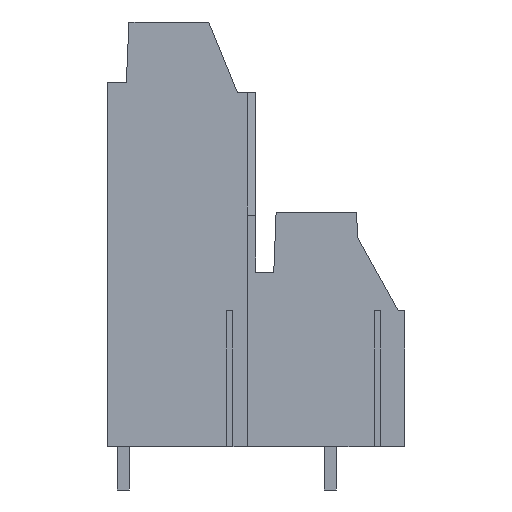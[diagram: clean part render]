
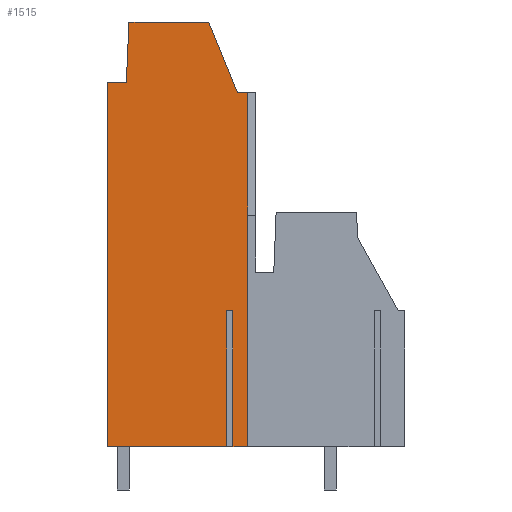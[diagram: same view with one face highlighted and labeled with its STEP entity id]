
A CAD part, left-side view. The second image highlights one B-rep face of the part: STEP entity #1515.
In plain terms, the highlighted planar face has unit normal (-1, 0, 0).
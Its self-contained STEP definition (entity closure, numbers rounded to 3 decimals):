
#1449=AXIS2_PLACEMENT_3D('Plane Axis2P3D',#1446,#1447,#1448) ;
#649=CARTESIAN_POINT('Line Origine',(0.,12.12,3.2)) ;
#653=CARTESIAN_POINT('Vertex',(0.,11.574,3.2)) ;
#655=CARTESIAN_POINT('Vertex',(0.,12.665,3.2)) ;
#704=CARTESIAN_POINT('Vertex',(0.,13.115,3.2)) ;
#707=CARTESIAN_POINT('Line Origine',(0.,17.528,3.2)) ;
#711=CARTESIAN_POINT('Vertex',(0.,21.94,3.2)) ;
#1220=CARTESIAN_POINT('Vertex',(0.,11.574,29.26)) ;
#1223=CARTESIAN_POINT('Line Origine',(0.,11.574,16.23)) ;
#1429=CARTESIAN_POINT('Vertex',(0.,12.337,29.26)) ;
#1432=CARTESIAN_POINT('Line Origine',(0.,11.956,29.26)) ;
#1446=CARTESIAN_POINT('Axis2P3D Location',(0.,11.,17.2)) ;
#1452=CARTESIAN_POINT('Control Point',(0.,20.328,34.47)) ;
#1453=CARTESIAN_POINT('Control Point',(0.,20.521,30.05)) ;
#1454=CARTESIAN_POINT('Vertex',(0.,20.328,34.47)) ;
#1456=CARTESIAN_POINT('Vertex',(0.,20.521,30.05)) ;
#1459=CARTESIAN_POINT('Line Origine',(0.,16.853,30.05)) ;
#1463=CARTESIAN_POINT('Vertex',(0.,21.94,30.05)) ;
#1466=CARTESIAN_POINT('Line Origine',(0.,21.94,34.47)) ;
#1471=CARTESIAN_POINT('Line Origine',(0.,13.115,34.47)) ;
#1475=CARTESIAN_POINT('Vertex',(0.,13.115,13.2)) ;
#1478=CARTESIAN_POINT('Line Origine',(0.,16.853,13.2)) ;
#1482=CARTESIAN_POINT('Vertex',(0.,12.665,13.2)) ;
#1485=CARTESIAN_POINT('Line Origine',(0.,12.665,34.47)) ;
#1491=CARTESIAN_POINT('Control Point',(0.,12.337,29.26)) ;
#1492=CARTESIAN_POINT('Control Point',(0.,14.449,34.47)) ;
#1493=CARTESIAN_POINT('Vertex',(0.,14.449,34.47)) ;
#1496=CARTESIAN_POINT('Line Origine',(0.,16.853,34.47)) ;
#650=DIRECTION('Vector Direction',(0.,1.,0.)) ;
#708=DIRECTION('Vector Direction',(0.,1.,0.)) ;
#1224=DIRECTION('Vector Direction',(0.,0.,-1.)) ;
#1433=DIRECTION('Vector Direction',(0.,1.,0.)) ;
#1447=DIRECTION('Axis2P3D Direction',(1.,0.,0.)) ;
#1448=DIRECTION('Axis2P3D XDirection',(0.,1.,0.)) ;
#1460=DIRECTION('Vector Direction',(0.,1.,0.)) ;
#1467=DIRECTION('Vector Direction',(0.,0.,1.)) ;
#1472=DIRECTION('Vector Direction',(0.,0.,1.)) ;
#1479=DIRECTION('Vector Direction',(0.,1.,0.)) ;
#1486=DIRECTION('Vector Direction',(0.,0.,1.)) ;
#1497=DIRECTION('Vector Direction',(0.,1.,0.)) ;
#651=VECTOR('Line Direction',#650,1.) ;
#709=VECTOR('Line Direction',#708,1.) ;
#1225=VECTOR('Line Direction',#1224,1.) ;
#1434=VECTOR('Line Direction',#1433,1.) ;
#1461=VECTOR('Line Direction',#1460,1.) ;
#1468=VECTOR('Line Direction',#1467,1.) ;
#1473=VECTOR('Line Direction',#1472,1.) ;
#1480=VECTOR('Line Direction',#1479,1.) ;
#1487=VECTOR('Line Direction',#1486,1.) ;
#1498=VECTOR('Line Direction',#1497,1.) ;
#1502=ORIENTED_EDGE('',*,*,#1458,.T.) ;
#1503=ORIENTED_EDGE('',*,*,#1465,.T.) ;
#1504=ORIENTED_EDGE('',*,*,#1470,.T.) ;
#1505=ORIENTED_EDGE('',*,*,#713,.F.) ;
#1506=ORIENTED_EDGE('',*,*,#1477,.T.) ;
#1507=ORIENTED_EDGE('',*,*,#1484,.T.) ;
#1508=ORIENTED_EDGE('',*,*,#1489,.F.) ;
#1509=ORIENTED_EDGE('',*,*,#657,.F.) ;
#1510=ORIENTED_EDGE('',*,*,#1227,.F.) ;
#1511=ORIENTED_EDGE('',*,*,#1436,.T.) ;
#1512=ORIENTED_EDGE('',*,*,#1495,.T.) ;
#1513=ORIENTED_EDGE('',*,*,#1500,.T.) ;
#1515=ADVANCED_FACE('housing',(#1514),#1450,.F.) ;
#1451=B_SPLINE_CURVE_WITH_KNOTS('',1,(#1452,#1453),.UNSPECIFIED.,.F.,.U.,(2,2),(-2.212,2.212),.UNSPECIFIED.) ;
#1490=B_SPLINE_CURVE_WITH_KNOTS('',1,(#1491,#1492),.UNSPECIFIED.,.F.,.U.,(2,2),(-2.811,2.811),.UNSPECIFIED.) ;
#657=EDGE_CURVE('',#654,#656,#652,.T.) ;
#713=EDGE_CURVE('',#705,#712,#710,.T.) ;
#1227=EDGE_CURVE('',#1221,#654,#1226,.T.) ;
#1436=EDGE_CURVE('',#1221,#1430,#1435,.T.) ;
#1458=EDGE_CURVE('',#1455,#1457,#1451,.T.) ;
#1465=EDGE_CURVE('',#1457,#1464,#1462,.T.) ;
#1470=EDGE_CURVE('',#1464,#712,#1469,.F.) ;
#1477=EDGE_CURVE('',#705,#1476,#1474,.T.) ;
#1484=EDGE_CURVE('',#1476,#1483,#1481,.F.) ;
#1489=EDGE_CURVE('',#656,#1483,#1488,.T.) ;
#1495=EDGE_CURVE('',#1430,#1494,#1490,.T.) ;
#1500=EDGE_CURVE('',#1494,#1455,#1499,.T.) ;
#1501=EDGE_LOOP('',(#1502,#1503,#1504,#1505,#1506,#1507,#1508,#1509,#1510,#1511,#1512,#1513)) ;
#1514=FACE_OUTER_BOUND('',#1501,.T.) ;
#652=LINE('Line',#649,#651) ;
#710=LINE('Line',#707,#709) ;
#1226=LINE('Line',#1223,#1225) ;
#1435=LINE('Line',#1432,#1434) ;
#1462=LINE('Line',#1459,#1461) ;
#1469=LINE('Line',#1466,#1468) ;
#1474=LINE('Line',#1471,#1473) ;
#1481=LINE('Line',#1478,#1480) ;
#1488=LINE('Line',#1485,#1487) ;
#1499=LINE('Line',#1496,#1498) ;
#1450=PLANE('',#1449) ;
#654=VERTEX_POINT('',#653) ;
#656=VERTEX_POINT('',#655) ;
#705=VERTEX_POINT('',#704) ;
#712=VERTEX_POINT('',#711) ;
#1221=VERTEX_POINT('',#1220) ;
#1430=VERTEX_POINT('',#1429) ;
#1455=VERTEX_POINT('',#1454) ;
#1457=VERTEX_POINT('',#1456) ;
#1464=VERTEX_POINT('',#1463) ;
#1476=VERTEX_POINT('',#1475) ;
#1483=VERTEX_POINT('',#1482) ;
#1494=VERTEX_POINT('',#1493) ;
